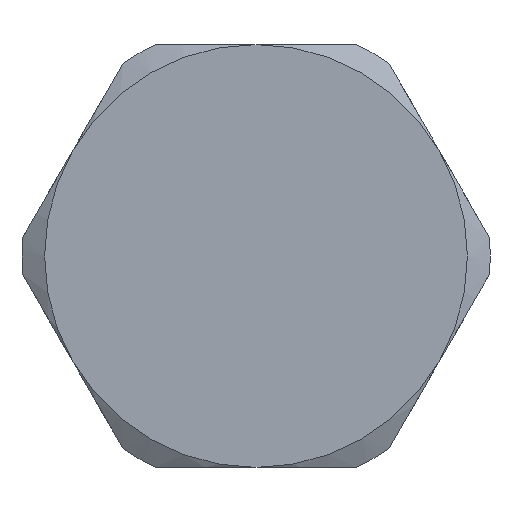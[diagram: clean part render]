
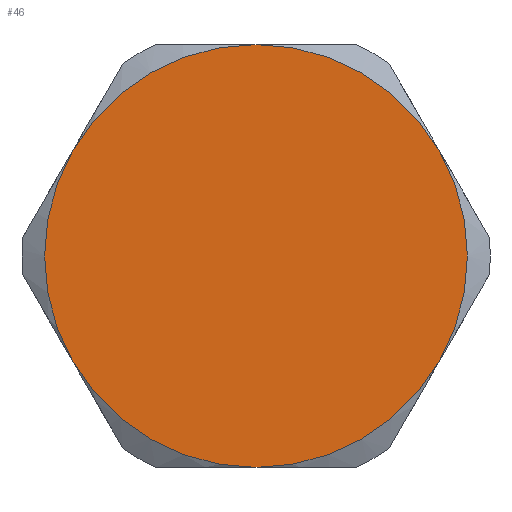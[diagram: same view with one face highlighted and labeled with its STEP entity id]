
A CAD part, left-side view. The second image highlights one B-rep face of the part: STEP entity #46.
In plain terms, the highlighted planar face has unit normal (-1, 0, 0).
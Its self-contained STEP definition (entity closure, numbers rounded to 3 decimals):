
#26 = CARTESIAN_POINT ( 'NONE',  ( -23.172, 1.4, 11.11 ) ) ;
#46 = ADVANCED_FACE ( 'NONE', ( #1609 ), #1006, .F. ) ;
#317 = EDGE_LOOP ( 'NONE', ( #4404, #1250, #5426, #5508, #3734, #4685 ) ) ;
#367 = CIRCLE ( 'NONE', #2645, 11.11 ) ;
#559 = CARTESIAN_POINT ( 'NONE',  ( -23.172, 14.229, 0. ) ) ;
#709 = DIRECTION ( 'NONE',  ( -1., 0., 0. ) ) ;
#805 = CARTESIAN_POINT ( 'NONE',  ( -23.172, 11.022, 5.555 ) ) ;
#835 = DIRECTION ( 'NONE',  ( -1., 0., 0. ) ) ;
#845 = DIRECTION ( 'NONE',  ( 0., 0., 1. ) ) ;
#854 = DIRECTION ( 'NONE',  ( 0., 0., 1. ) ) ;
#877 = AXIS2_PLACEMENT_3D ( 'NONE', #1799, #4975, #4117 ) ;
#1006 = PLANE ( 'NONE',  #1770 ) ;
#1154 = CIRCLE ( 'NONE', #2583, 11.11 ) ;
#1250 = ORIENTED_EDGE ( 'NONE', *, *, #5474, .T. ) ;
#1334 = DIRECTION ( 'NONE',  ( 0., 0., 1. ) ) ;
#1353 = CARTESIAN_POINT ( 'NONE',  ( -23.172, 1.4, 0. ) ) ;
#1609 = FACE_OUTER_BOUND ( 'NONE', #317, .T. ) ;
#1706 = DIRECTION ( 'NONE',  ( 0., 0., 1. ) ) ;
#1770 = AXIS2_PLACEMENT_3D ( 'NONE', #559, #1943, #5632 ) ;
#1785 = CIRCLE ( 'NONE', #3200, 11.11 ) ;
#1799 = CARTESIAN_POINT ( 'NONE',  ( -23.172, 1.4, 0. ) ) ;
#1941 = EDGE_CURVE ( 'NONE', #4239, #4550, #3742, .T. ) ;
#1943 = DIRECTION ( 'NONE',  ( 1., 0., 0. ) ) ;
#2184 = CARTESIAN_POINT ( 'NONE',  ( -23.172, 1.4, 0. ) ) ;
#2213 = VERTEX_POINT ( 'NONE', #5680 ) ;
#2256 = EDGE_CURVE ( 'NONE', #3755, #4239, #5181, .T. ) ;
#2583 = AXIS2_PLACEMENT_3D ( 'NONE', #3137, #4465, #845 ) ;
#2645 = AXIS2_PLACEMENT_3D ( 'NONE', #1353, #835, #854 ) ;
#2673 = CARTESIAN_POINT ( 'NONE',  ( -23.172, 1.4, 0. ) ) ;
#3119 = AXIS2_PLACEMENT_3D ( 'NONE', #2673, #3633, #1706 ) ;
#3134 = EDGE_CURVE ( 'NONE', #4753, #2213, #367, .T. ) ;
#3137 = CARTESIAN_POINT ( 'NONE',  ( -23.172, 1.4, 0. ) ) ;
#3200 = AXIS2_PLACEMENT_3D ( 'NONE', #2184, #3617, #1334 ) ;
#3617 = DIRECTION ( 'NONE',  ( -1., 0., 0. ) ) ;
#3633 = DIRECTION ( 'NONE',  ( -1., 0., 0. ) ) ;
#3707 = CARTESIAN_POINT ( 'NONE',  ( -23.172, -8.221, 5.555 ) ) ;
#3734 = ORIENTED_EDGE ( 'NONE', *, *, #5198, .T. ) ;
#3742 = CIRCLE ( 'NONE', #877, 11.11 ) ;
#3755 = VERTEX_POINT ( 'NONE', #4024 ) ;
#4024 = CARTESIAN_POINT ( 'NONE',  ( -23.172, -8.221, -5.555 ) ) ;
#4117 = DIRECTION ( 'NONE',  ( 0., 0., 1. ) ) ;
#4239 = VERTEX_POINT ( 'NONE', #3707 ) ;
#4404 = ORIENTED_EDGE ( 'NONE', *, *, #5219, .T. ) ;
#4465 = DIRECTION ( 'NONE',  ( -1., 0., 0. ) ) ;
#4477 = VERTEX_POINT ( 'NONE', #4653 ) ;
#4516 = CIRCLE ( 'NONE', #3119, 11.11 ) ;
#4550 = VERTEX_POINT ( 'NONE', #26 ) ;
#4653 = CARTESIAN_POINT ( 'NONE',  ( -23.172, 1.4, -11.11 ) ) ;
#4685 = ORIENTED_EDGE ( 'NONE', *, *, #3134, .T. ) ;
#4753 = VERTEX_POINT ( 'NONE', #805 ) ;
#4833 = DIRECTION ( 'NONE',  ( 0., 0., 1. ) ) ;
#4865 = AXIS2_PLACEMENT_3D ( 'NONE', #5302, #709, #4833 ) ;
#4975 = DIRECTION ( 'NONE',  ( -1., 0., 0. ) ) ;
#5181 = CIRCLE ( 'NONE', #4865, 11.11 ) ;
#5198 = EDGE_CURVE ( 'NONE', #4550, #4753, #4516, .T. ) ;
#5219 = EDGE_CURVE ( 'NONE', #2213, #4477, #1154, .T. ) ;
#5302 = CARTESIAN_POINT ( 'NONE',  ( -23.172, 1.4, 0. ) ) ;
#5426 = ORIENTED_EDGE ( 'NONE', *, *, #2256, .T. ) ;
#5474 = EDGE_CURVE ( 'NONE', #4477, #3755, #1785, .T. ) ;
#5508 = ORIENTED_EDGE ( 'NONE', *, *, #1941, .T. ) ;
#5632 = DIRECTION ( 'NONE',  ( 0., 0., -1. ) ) ;
#5680 = CARTESIAN_POINT ( 'NONE',  ( -23.172, 11.022, -5.555 ) ) ;
